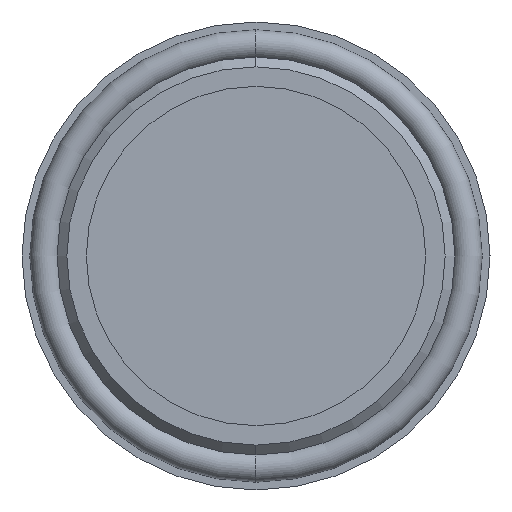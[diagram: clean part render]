
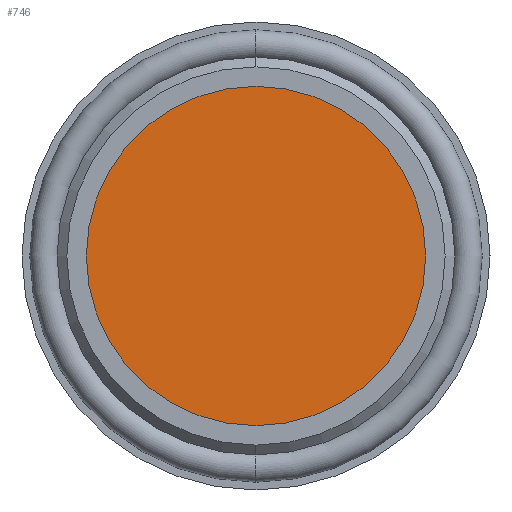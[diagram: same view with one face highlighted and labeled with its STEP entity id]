
A CAD part, front view. The second image highlights one B-rep face of the part: STEP entity #746.
In plain terms, the highlighted planar face has unit normal (0, -1, 0).
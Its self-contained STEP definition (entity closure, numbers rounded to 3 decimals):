
#49 = AXIS2_PLACEMENT_3D ( 'NONE', #215, #214, #213 ) ;
#53 = FACE_OUTER_BOUND ( 'NONE', #596, .T. ) ;
#116 = AXIS2_PLACEMENT_3D ( 'NONE', #415, #414, #413 ) ;
#125 = AXIS2_PLACEMENT_3D ( 'NONE', #315, #314, #313 ) ;
#213 = DIRECTION ( 'NONE',  ( 0., 0., -1. ) ) ;
#214 = DIRECTION ( 'NONE',  ( 0., -1., 0. ) ) ;
#215 = CARTESIAN_POINT ( 'NONE',  ( -8.7, -1.75, 0. ) ) ;
#216 = PLANE ( 'NONE',  #49 ) ;
#313 = DIRECTION ( 'NONE',  ( 0., 0., 1. ) ) ;
#314 = DIRECTION ( 'NONE',  ( 0., 1., 0. ) ) ;
#315 = CARTESIAN_POINT ( 'NONE',  ( 0., -1.75, 0. ) ) ;
#413 = DIRECTION ( 'NONE',  ( 0., 0., 1. ) ) ;
#414 = DIRECTION ( 'NONE',  ( 0., 1., 0. ) ) ;
#415 = CARTESIAN_POINT ( 'NONE',  ( 0., -1.75, 0. ) ) ;
#462 = CARTESIAN_POINT ( 'NONE',  ( 0., -1.75, 8.7 ) ) ;
#463 = CARTESIAN_POINT ( 'NONE',  ( 0., -1.75, -8.7 ) ) ;
#541 = ORIENTED_EDGE ( 'NONE', *, *, #715, .F. ) ;
#543 = ORIENTED_EDGE ( 'NONE', *, *, #682, .F. ) ;
#596 = EDGE_LOOP ( 'NONE', ( #541, #543 ) ) ;
#611 = VERTEX_POINT ( 'NONE', #463 ) ;
#612 = VERTEX_POINT ( 'NONE', #462 ) ;
#649 = CIRCLE ( 'NONE', #125, 8.7 ) ;
#669 = CIRCLE ( 'NONE', #116, 8.7 ) ;
#682 = EDGE_CURVE ( 'NONE', #611, #612, #669, .T. ) ;
#715 = EDGE_CURVE ( 'NONE', #612, #611, #649, .T. ) ;
#746 = ADVANCED_FACE ( 'NONE', ( #53 ), #216, .T. ) ;
